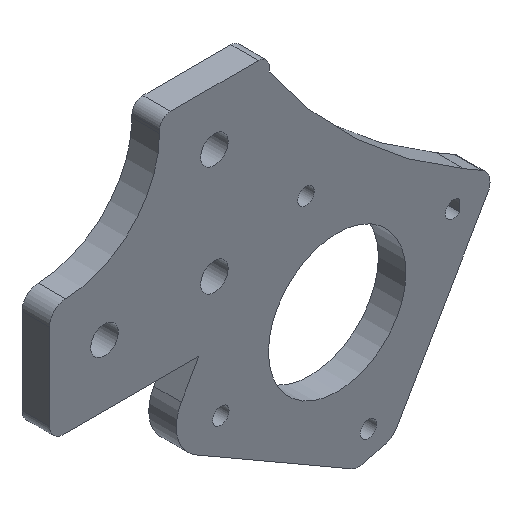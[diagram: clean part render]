
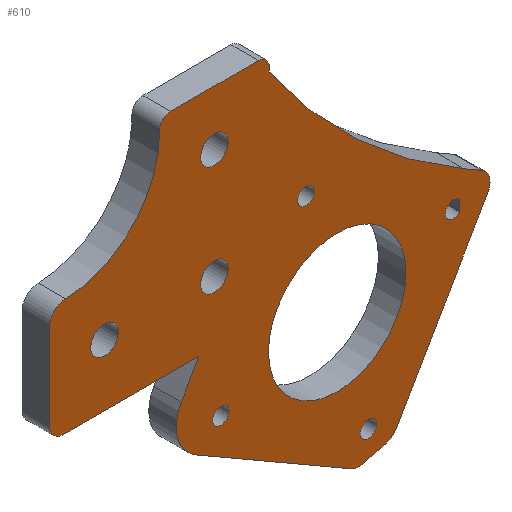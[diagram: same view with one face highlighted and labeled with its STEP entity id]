
A CAD part, isometric view. The second image highlights one B-rep face of the part: STEP entity #610.
In plain terms, the highlighted planar face has unit normal (0, -1, 0).
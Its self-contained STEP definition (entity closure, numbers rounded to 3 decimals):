
#42=FACE_BOUND('',#105,.T.);
#43=FACE_BOUND('',#106,.T.);
#44=FACE_BOUND('',#107,.T.);
#45=FACE_BOUND('',#108,.T.);
#46=FACE_BOUND('',#109,.T.);
#47=FACE_BOUND('',#110,.T.);
#48=FACE_BOUND('',#111,.T.);
#49=FACE_BOUND('',#112,.T.);
#65=FACE_OUTER_BOUND('',#104,.T.);
#104=EDGE_LOOP('',(#494,#495,#496,#497,#498,#499,#500,#501,#502,#503,#504,
#505,#506,#507,#508,#509,#510,#511,#512,#513));
#105=EDGE_LOOP('',(#514));
#106=EDGE_LOOP('',(#515));
#107=EDGE_LOOP('',(#516));
#108=EDGE_LOOP('',(#517,#518));
#109=EDGE_LOOP('',(#519));
#110=EDGE_LOOP('',(#520));
#111=EDGE_LOOP('',(#521));
#112=EDGE_LOOP('',(#522));
#142=LINE('',#974,#191);
#145=LINE('',#982,#194);
#148=LINE('',#990,#197);
#154=LINE('',#1005,#203);
#157=LINE('',#1013,#206);
#159=LINE('',#1020,#208);
#160=LINE('',#1024,#209);
#161=LINE('',#1028,#210);
#162=LINE('',#1034,#211);
#163=LINE('',#1037,#212);
#191=VECTOR('',#779,10.);
#194=VECTOR('',#788,10.);
#197=VECTOR('',#797,10.);
#203=VECTOR('',#813,10.);
#206=VECTOR('',#822,10.);
#208=VECTOR('',#830,10.);
#209=VECTOR('',#833,10.);
#210=VECTOR('',#836,10.);
#211=VECTOR('',#841,10.);
#212=VECTOR('',#844,10.);
#245=CIRCLE('',#661,1.5);
#246=CIRCLE('',#663,1.5);
#247=CIRCLE('',#665,3.);
#248=CIRCLE('',#668,3.);
#249=CIRCLE('',#671,7.076);
#250=CIRCLE('',#674,1.5);
#251=CIRCLE('',#676,12.5);
#252=CIRCLE('',#679,3.);
#253=CIRCLE('',#682,107.614);
#254=CIRCLE('',#684,2.);
#255=CIRCLE('',#685,2.);
#256=CIRCLE('',#686,17.5);
#257=CIRCLE('',#687,3.);
#258=CIRCLE('',#688,2.5);
#259=CIRCLE('',#689,12.5);
#260=CIRCLE('',#690,1.5);
#261=CIRCLE('',#691,2.5);
#262=CIRCLE('',#692,2.5);
#263=CIRCLE('',#693,2.5);
#293=VERTEX_POINT('',#959);
#294=VERTEX_POINT('',#963);
#295=VERTEX_POINT('',#967);
#296=VERTEX_POINT('',#968);
#297=VERTEX_POINT('',#973);
#298=VERTEX_POINT('',#977);
#299=VERTEX_POINT('',#981);
#300=VERTEX_POINT('',#985);
#301=VERTEX_POINT('',#989);
#302=VERTEX_POINT('',#993);
#303=VERTEX_POINT('',#994);
#304=VERTEX_POINT('',#999);
#305=VERTEX_POINT('',#1003);
#306=VERTEX_POINT('',#1007);
#307=VERTEX_POINT('',#1011);
#308=VERTEX_POINT('',#1015);
#309=VERTEX_POINT('',#1019);
#310=VERTEX_POINT('',#1021);
#311=VERTEX_POINT('',#1023);
#312=VERTEX_POINT('',#1025);
#313=VERTEX_POINT('',#1027);
#314=VERTEX_POINT('',#1029);
#315=VERTEX_POINT('',#1031);
#316=VERTEX_POINT('',#1033);
#317=VERTEX_POINT('',#1035);
#318=VERTEX_POINT('',#1039);
#319=VERTEX_POINT('',#1041);
#320=VERTEX_POINT('',#1043);
#321=VERTEX_POINT('',#1045);
#352=EDGE_CURVE('',#293,#293,#245,.T.);
#354=EDGE_CURVE('',#294,#294,#246,.T.);
#355=EDGE_CURVE('',#295,#296,#247,.T.);
#358=EDGE_CURVE('',#296,#297,#142,.T.);
#360=EDGE_CURVE('',#297,#298,#248,.T.);
#362=EDGE_CURVE('',#298,#299,#145,.T.);
#364=EDGE_CURVE('',#299,#300,#249,.T.);
#366=EDGE_CURVE('',#300,#301,#148,.T.);
#368=EDGE_CURVE('',#302,#303,#250,.T.);
#372=EDGE_CURVE('',#304,#304,#251,.T.);
#374=EDGE_CURVE('',#305,#295,#154,.T.);
#376=EDGE_CURVE('',#306,#305,#252,.T.);
#378=EDGE_CURVE('',#307,#306,#157,.T.);
#380=EDGE_CURVE('',#307,#308,#253,.T.);
#381=EDGE_CURVE('',#309,#308,#159,.T.);
#382=EDGE_CURVE('',#310,#309,#254,.T.);
#383=EDGE_CURVE('',#311,#310,#160,.T.);
#384=EDGE_CURVE('',#312,#311,#255,.T.);
#385=EDGE_CURVE('',#313,#312,#161,.T.);
#386=EDGE_CURVE('',#314,#313,#256,.T.);
#387=EDGE_CURVE('',#315,#314,#257,.T.);
#388=EDGE_CURVE('',#316,#315,#162,.T.);
#389=EDGE_CURVE('',#317,#316,#258,.T.);
#390=EDGE_CURVE('',#301,#317,#163,.T.);
#391=EDGE_CURVE('',#302,#303,#259,.T.);
#392=EDGE_CURVE('',#318,#318,#260,.T.);
#393=EDGE_CURVE('',#319,#319,#261,.T.);
#394=EDGE_CURVE('',#320,#320,#262,.T.);
#395=EDGE_CURVE('',#321,#321,#263,.T.);
#494=ORIENTED_EDGE('',*,*,#380,.T.);
#495=ORIENTED_EDGE('',*,*,#381,.F.);
#496=ORIENTED_EDGE('',*,*,#382,.F.);
#497=ORIENTED_EDGE('',*,*,#383,.F.);
#498=ORIENTED_EDGE('',*,*,#384,.F.);
#499=ORIENTED_EDGE('',*,*,#385,.F.);
#500=ORIENTED_EDGE('',*,*,#386,.F.);
#501=ORIENTED_EDGE('',*,*,#387,.F.);
#502=ORIENTED_EDGE('',*,*,#388,.F.);
#503=ORIENTED_EDGE('',*,*,#389,.F.);
#504=ORIENTED_EDGE('',*,*,#390,.F.);
#505=ORIENTED_EDGE('',*,*,#366,.F.);
#506=ORIENTED_EDGE('',*,*,#364,.F.);
#507=ORIENTED_EDGE('',*,*,#362,.F.);
#508=ORIENTED_EDGE('',*,*,#360,.F.);
#509=ORIENTED_EDGE('',*,*,#358,.F.);
#510=ORIENTED_EDGE('',*,*,#355,.F.);
#511=ORIENTED_EDGE('',*,*,#374,.F.);
#512=ORIENTED_EDGE('',*,*,#376,.F.);
#513=ORIENTED_EDGE('',*,*,#378,.F.);
#514=ORIENTED_EDGE('',*,*,#372,.T.);
#515=ORIENTED_EDGE('',*,*,#352,.F.);
#516=ORIENTED_EDGE('',*,*,#354,.F.);
#517=ORIENTED_EDGE('',*,*,#368,.T.);
#518=ORIENTED_EDGE('',*,*,#391,.F.);
#519=ORIENTED_EDGE('',*,*,#392,.F.);
#520=ORIENTED_EDGE('',*,*,#393,.F.);
#521=ORIENTED_EDGE('',*,*,#394,.F.);
#522=ORIENTED_EDGE('',*,*,#395,.F.);
#589=PLANE('',#683);
#610=ADVANCED_FACE('',(#65,#42,#43,#44,#45,#46,#47,#48,#49),#589,.T.);
#661=AXIS2_PLACEMENT_3D('',#961,#764,#765);
#663=AXIS2_PLACEMENT_3D('',#965,#769,#770);
#665=AXIS2_PLACEMENT_3D('',#969,#773,#774);
#668=AXIS2_PLACEMENT_3D('',#978,#783,#784);
#671=AXIS2_PLACEMENT_3D('',#986,#792,#793);
#674=AXIS2_PLACEMENT_3D('',#995,#801,#802);
#676=AXIS2_PLACEMENT_3D('',#1001,#808,#809);
#679=AXIS2_PLACEMENT_3D('',#1009,#817,#818);
#682=AXIS2_PLACEMENT_3D('',#1017,#826,#827);
#683=AXIS2_PLACEMENT_3D('',#1018,#828,#829);
#684=AXIS2_PLACEMENT_3D('',#1022,#831,#832);
#685=AXIS2_PLACEMENT_3D('',#1026,#834,#835);
#686=AXIS2_PLACEMENT_3D('',#1030,#837,#838);
#687=AXIS2_PLACEMENT_3D('',#1032,#839,#840);
#688=AXIS2_PLACEMENT_3D('',#1036,#842,#843);
#689=AXIS2_PLACEMENT_3D('',#1038,#845,#846);
#690=AXIS2_PLACEMENT_3D('',#1040,#847,#848);
#691=AXIS2_PLACEMENT_3D('',#1042,#849,#850);
#692=AXIS2_PLACEMENT_3D('',#1044,#851,#852);
#693=AXIS2_PLACEMENT_3D('',#1046,#853,#854);
#764=DIRECTION('center_axis',(0.,-1.,0.));
#765=DIRECTION('ref_axis',(0.866,0.,-0.5));
#769=DIRECTION('center_axis',(0.,-1.,0.));
#770=DIRECTION('ref_axis',(0.866,0.,-0.5));
#773=DIRECTION('center_axis',(0.,1.,0.));
#774=DIRECTION('ref_axis',(0.866,0.,-0.5));
#779=DIRECTION('',(-0.966,0.,-0.259));
#783=DIRECTION('center_axis',(0.,1.,0.));
#784=DIRECTION('ref_axis',(0.259,0.,-0.966));
#788=DIRECTION('',(-0.866,0.,0.5));
#792=DIRECTION('center_axis',(0.,1.,0.));
#793=DIRECTION('ref_axis',(-0.5,0.,-0.866));
#797=DIRECTION('',(0.492,0.,0.871));
#801=DIRECTION('center_axis',(0.,1.,0.));
#802=DIRECTION('ref_axis',(0.866,0.,-0.5));
#808=DIRECTION('center_axis',(0.,1.,0.));
#809=DIRECTION('ref_axis',(0.866,0.,-0.5));
#813=DIRECTION('',(-0.5,0.,-0.866));
#817=DIRECTION('center_axis',(0.,1.,0.));
#818=DIRECTION('ref_axis',(0.5,0.,0.866));
#822=DIRECTION('',(0.866,0.,-0.5));
#826=DIRECTION('center_axis',(0.,1.,0.));
#827=DIRECTION('ref_axis',(-0.5,0.,-0.866));
#828=DIRECTION('center_axis',(0.,-1.,0.));
#829=DIRECTION('ref_axis',(1.,0.,0.));
#830=DIRECTION('',(0.,0.,-1.));
#831=DIRECTION('center_axis',(0.,1.,0.));
#832=DIRECTION('ref_axis',(0.,0.,1.));
#833=DIRECTION('',(1.,0.,0.));
#834=DIRECTION('center_axis',(0.,1.,0.));
#835=DIRECTION('ref_axis',(-1.,0.,0.));
#836=DIRECTION('',(0.,0.,1.));
#837=DIRECTION('center_axis',(0.,-1.,0.));
#838=DIRECTION('ref_axis',(1.,0.,0.));
#839=DIRECTION('center_axis',(0.,1.,0.));
#840=DIRECTION('ref_axis',(1.,0.,0.));
#841=DIRECTION('',(0.,0.,1.));
#842=DIRECTION('center_axis',(0.,1.,0.));
#843=DIRECTION('ref_axis',(0.,0.,-1.));
#844=DIRECTION('',(-1.,0.,0.));
#845=DIRECTION('center_axis',(0.,-1.,0.));
#846=DIRECTION('ref_axis',(1.,0.,0.));
#847=DIRECTION('center_axis',(0.,-1.,0.));
#848=DIRECTION('ref_axis',(1.,0.,0.));
#849=DIRECTION('center_axis',(0.,-1.,0.));
#850=DIRECTION('ref_axis',(1.,0.,0.));
#851=DIRECTION('center_axis',(0.,-1.,0.));
#852=DIRECTION('ref_axis',(-1.,0.,0.));
#853=DIRECTION('center_axis',(0.,-1.,0.));
#854=DIRECTION('ref_axis',(-1.,0.,0.));
#959=CARTESIAN_POINT('',(-32.299,-2.,-10.597));
#961=CARTESIAN_POINT('Origin',(-31.,-2.,-11.347));
#963=CARTESIAN_POINT('',(-5.452,-2.,-26.097));
#965=CARTESIAN_POINT('Origin',(-4.153,-2.,-26.847));
#967=CARTESIAN_POINT('',(0.936,-2.,-29.332));
#968=CARTESIAN_POINT('',(-0.885,-2.,-30.73));
#969=CARTESIAN_POINT('Origin',(-1.662,-2.,-27.832));
#973=CARTESIAN_POINT('',(-5.042,-2.,-31.843));
#974=CARTESIAN_POINT('',(-0.885,-2.,-30.73));
#977=CARTESIAN_POINT('',(-7.318,-2.,-31.544));
#978=CARTESIAN_POINT('Origin',(-5.818,-2.,-28.945));
#981=CARTESIAN_POINT('',(-35.557,-2.,-15.24));
#982=CARTESIAN_POINT('',(-7.318,-2.,-31.544));
#985=CARTESIAN_POINT('',(-38.181,-2.,-5.632));
#986=CARTESIAN_POINT('Origin',(-32.019,-2.,-9.112));
#989=CARTESIAN_POINT('',(-35.,-2.,0.));
#990=CARTESIAN_POINT('',(-38.181,-2.,-5.632));
#993=CARTESIAN_POINT('',(12.459,-2.,-1.006));
#994=CARTESIAN_POINT('',(12.459,-2.,1.006));
#995=CARTESIAN_POINT('Origin',(11.347,-2.,0.));
#999=CARTESIAN_POINT('',(-20.652,-2.,0.577));
#1001=CARTESIAN_POINT('Origin',(-9.827,-2.,-5.673));
#1003=CARTESIAN_POINT('',(17.565,-2.,-0.53));
#1005=CARTESIAN_POINT('',(17.565,-2.,-0.53));
#1007=CARTESIAN_POINT('',(16.467,-2.,3.568));
#1009=CARTESIAN_POINT('Origin',(14.967,-2.,0.97));
#1011=CARTESIAN_POINT('',(13.168,-2.,5.472));
#1013=CARTESIAN_POINT('',(9.415,-2.,7.639));
#1015=CARTESIAN_POINT('',(-22.15,-2.,38.358));
#1017=CARTESIAN_POINT('Origin',(66.975,-2.,98.668));
#1018=CARTESIAN_POINT('Origin',(0.,-2.,0.));
#1019=CARTESIAN_POINT('',(-22.15,-2.,39.15));
#1020=CARTESIAN_POINT('',(-22.15,-2.,38.358));
#1021=CARTESIAN_POINT('',(-24.15,-2.,41.15));
#1022=CARTESIAN_POINT('Origin',(-24.15,-2.,39.15));
#1023=CARTESIAN_POINT('',(-40.15,-2.,41.15));
#1024=CARTESIAN_POINT('',(-24.15,-2.,41.15));
#1025=CARTESIAN_POINT('',(-42.15,-2.,39.15));
#1026=CARTESIAN_POINT('Origin',(-40.15,-2.,39.15));
#1027=CARTESIAN_POINT('',(-42.15,-2.,38.65));
#1028=CARTESIAN_POINT('',(-42.15,-2.,38.65));
#1029=CARTESIAN_POINT('',(-59.223,-2.,21.155));
#1030=CARTESIAN_POINT('Origin',(-59.65,-2.,38.65));
#1031=CARTESIAN_POINT('',(-62.15,-2.,18.156));
#1032=CARTESIAN_POINT('Origin',(-59.15,-2.,18.156));
#1033=CARTESIAN_POINT('',(-62.15,-2.,2.5));
#1034=CARTESIAN_POINT('',(-62.15,-2.,-21.15));
#1035=CARTESIAN_POINT('',(-59.65,-2.,0.));
#1036=CARTESIAN_POINT('Origin',(-59.65,-2.,2.5));
#1037=CARTESIAN_POINT('',(-17.5,-2.,0.));
#1038=CARTESIAN_POINT('Origin',(0.,-2.,0.));
#1039=CARTESIAN_POINT('',(-17.,-2.,15.5));
#1040=CARTESIAN_POINT('Origin',(-15.5,-2.,15.5));
#1041=CARTESIAN_POINT('',(-34.65,-2.,31.15));
#1042=CARTESIAN_POINT('Origin',(-32.15,-2.,31.15));
#1043=CARTESIAN_POINT('',(-49.65,-2.,11.15));
#1044=CARTESIAN_POINT('Origin',(-52.15,-2.,11.15));
#1045=CARTESIAN_POINT('',(-29.65,-2.,11.15));
#1046=CARTESIAN_POINT('Origin',(-32.15,-2.,11.15));
